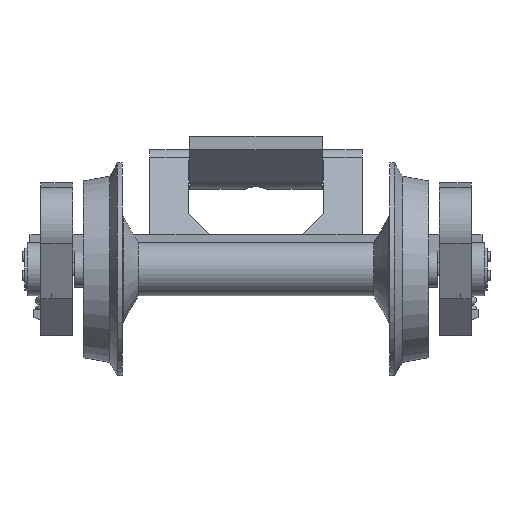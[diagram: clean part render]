
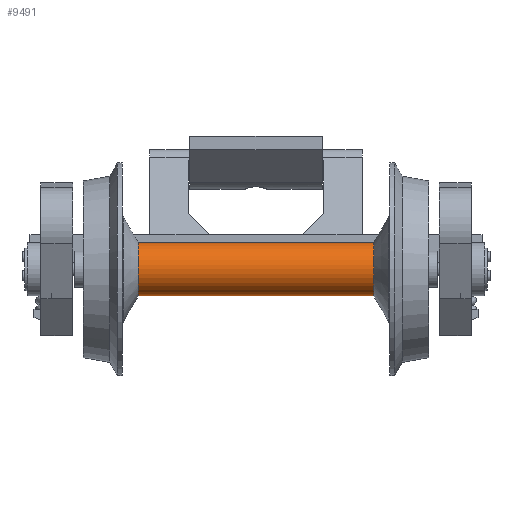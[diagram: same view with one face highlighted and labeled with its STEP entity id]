
A CAD part, front view. The second image highlights one B-rep face of the part: STEP entity #9491.
In plain terms, the highlighted cylindrical face has radius 4 mm (diameter 8 mm), a full revolution.
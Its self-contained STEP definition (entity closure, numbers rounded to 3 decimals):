
#471=CYLINDRICAL_SURFACE('',#10396,4.);
#1117=FACE_OUTER_BOUND('',#1727,.T.);
#1727=EDGE_LOOP('',(#6824,#6825,#6826,#6827));
#2446=LINE('',#14360,#3281);
#3281=VECTOR('',#11487,4.);
#4120=CIRCLE('',#10388,4.);
#4125=CIRCLE('',#10397,4.);
#4509=VERTEX_POINT('',#14341);
#4514=VERTEX_POINT('',#14358);
#5452=EDGE_CURVE('',#4509,#4509,#4120,.T.);
#5459=EDGE_CURVE('',#4514,#4514,#4125,.T.);
#5460=EDGE_CURVE('',#4514,#4509,#2446,.T.);
#6824=ORIENTED_EDGE('',*,*,#5459,.F.);
#6825=ORIENTED_EDGE('',*,*,#5460,.T.);
#6826=ORIENTED_EDGE('',*,*,#5452,.T.);
#6827=ORIENTED_EDGE('',*,*,#5460,.F.);
#9491=ADVANCED_FACE('',(#1117),#471,.T.);
#10388=AXIS2_PLACEMENT_3D('',#14343,#11465,#11466);
#10396=AXIS2_PLACEMENT_3D('',#14357,#11483,#11484);
#10397=AXIS2_PLACEMENT_3D('',#14359,#11485,#11486);
#11465=DIRECTION('center_axis',(1.,0.,0.));
#11466=DIRECTION('ref_axis',(0.,0.,-1.));
#11483=DIRECTION('center_axis',(1.,0.,0.));
#11484=DIRECTION('ref_axis',(0.,1.,0.));
#11485=DIRECTION('center_axis',(1.,0.,0.));
#11486=DIRECTION('ref_axis',(0.,0.,-1.));
#11487=DIRECTION('',(-1.,0.,0.));
#14341=CARTESIAN_POINT('',(-17.691,-33.,0.));
#14343=CARTESIAN_POINT('Origin',(-17.691,-29.,0.));
#14357=CARTESIAN_POINT('Origin',(8.845,-29.,0.));
#14358=CARTESIAN_POINT('',(17.691,-33.,0.));
#14359=CARTESIAN_POINT('Origin',(17.691,-29.,0.));
#14360=CARTESIAN_POINT('',(8.845,-33.,0.));
